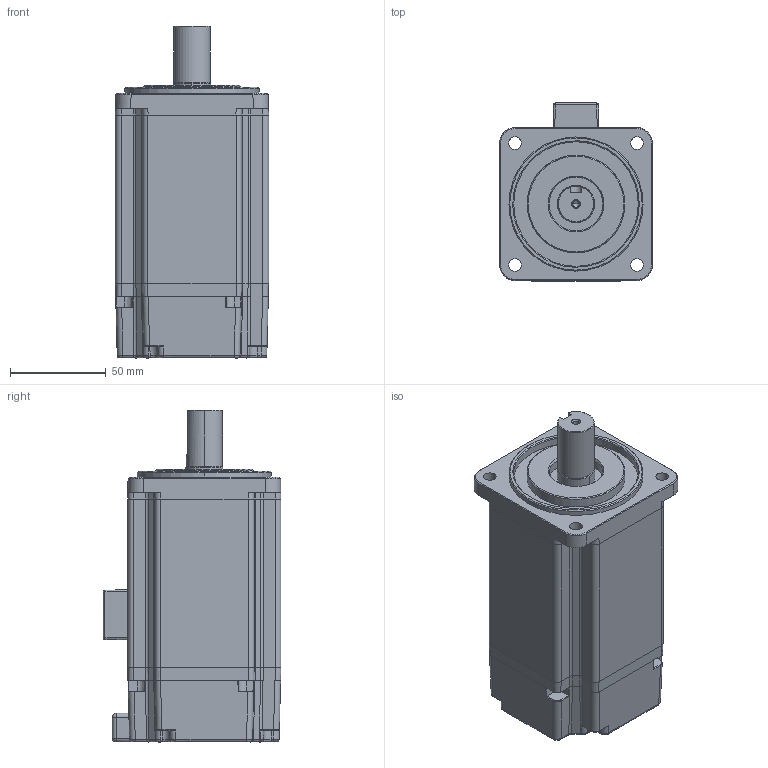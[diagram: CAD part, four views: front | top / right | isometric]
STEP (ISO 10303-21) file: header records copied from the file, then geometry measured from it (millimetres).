
FILE_DESCRIPTION (( 'STEP AP214' ), '1' );
FILE_NAME ('ASDA-A 750W.STEP', '2012-04-21T12:27:49', ( '' ), ( '' ), 'SwSTEP 2.0', 'SolidWorks 2012', '' );
FILE_SCHEMA (( 'AUTOMOTIVE_DESIGN' ));
Length unit declared in the file: millimetre
Products named in the file (1): ASDA-A 750W
Bounding box: 80 x 92.85 x 173.3 mm (x, y, z)
Volume: 892321.4 mm3; surface area: 75513.4 mm2
Topology: 3 solids, 3 shells, 373 faces, 927 edges, 564 vertices
Faces by surface type: cylinder 153, plane 128, bspline 55, cone 37
Entity records: 16560 total; most frequent: CARTESIAN_POINT 9096, ORIENTED_EDGE 1850, DIRECTION 1048, EDGE_CURVE 925, B_SPLINE_CURVE_WITH_KNOTS 588, VERTEX_POINT 564, AXIS2_PLACEMENT_3D 422, EDGE_LOOP 387
